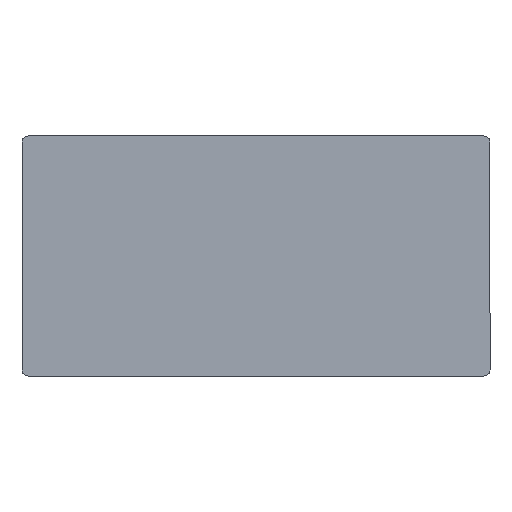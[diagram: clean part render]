
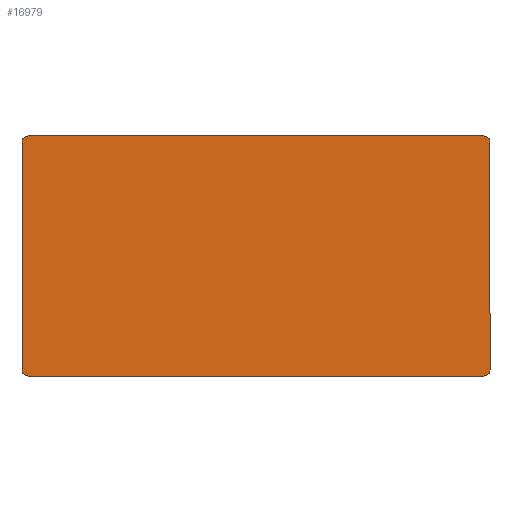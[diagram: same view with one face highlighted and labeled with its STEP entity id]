
A CAD part, top view. The second image highlights one B-rep face of the part: STEP entity #16979.
In plain terms, the highlighted planar face has unit normal (0, 0, 1).
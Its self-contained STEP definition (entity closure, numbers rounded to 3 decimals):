
#202 = EDGE_CURVE ( 'NONE', #14003, #17672, #6215, .T. ) ;
#439 = VECTOR ( 'NONE', #18168, 1000. ) ;
#855 = DIRECTION ( 'NONE',  ( 1., 0., 0. ) ) ;
#873 = CARTESIAN_POINT ( 'NONE',  ( -44.15, -21.5, -3.3 ) ) ;
#1043 = CARTESIAN_POINT ( 'NONE',  ( -44.15, -27.181, -3.3 ) ) ;
#1071 = VERTEX_POINT ( 'NONE', #13993 ) ;
#1730 = EDGE_CURVE ( 'NONE', #12034, #9185, #9787, .T. ) ;
#1923 = VERTEX_POINT ( 'NONE', #8423 ) ;
#1932 = CARTESIAN_POINT ( 'NONE',  ( 44.15, 21.5, -3.3 ) ) ;
#1972 = ORIENTED_EDGE ( 'NONE', *, *, #7433, .T. ) ;
#2665 = ORIENTED_EDGE ( 'NONE', *, *, #6580, .T. ) ;
#3329 = CARTESIAN_POINT ( 'NONE',  ( -52.981, 22.65, -3.3 ) ) ;
#3875 = EDGE_CURVE ( 'NONE', #9185, #1071, #6164, .T. ) ;
#3983 = ORIENTED_EDGE ( 'NONE', *, *, #3875, .T. ) ;
#4103 = DIRECTION ( 'NONE',  ( 0., 0., 1. ) ) ;
#4123 = CARTESIAN_POINT ( 'NONE',  ( 44.15, -27.181, -3.3 ) ) ;
#4155 = DIRECTION ( 'NONE',  ( -1., 0., 0. ) ) ;
#4697 = ORIENTED_EDGE ( 'NONE', *, *, #202, .T. ) ;
#5127 = DIRECTION ( 'NONE',  ( 0., 0., 1. ) ) ;
#5174 = CARTESIAN_POINT ( 'NONE',  ( -52.981, -22.65, -3.3 ) ) ;
#5216 = CARTESIAN_POINT ( 'NONE',  ( -43., -22.65, -3.3 ) ) ;
#5242 = CARTESIAN_POINT ( 'NONE',  ( 43., 22.65, -3.3 ) ) ;
#5955 = AXIS2_PLACEMENT_3D ( 'NONE', #7994, #12395, #7927 ) ;
#6164 = LINE ( 'NONE', #5174, #9075 ) ;
#6215 = LINE ( 'NONE', #4123, #13524 ) ;
#6580 = EDGE_CURVE ( 'NONE', #10047, #1923, #8570, .T. ) ;
#6626 = CARTESIAN_POINT ( 'NONE',  ( -52.981, -27.181, -3.3 ) ) ;
#6911 = DIRECTION ( 'NONE',  ( -1., 0., 0. ) ) ;
#7433 = EDGE_CURVE ( 'NONE', #17672, #10047, #14946, .T. ) ;
#7537 = AXIS2_PLACEMENT_3D ( 'NONE', #16163, #9294, #10712 ) ;
#7927 = DIRECTION ( 'NONE',  ( -1., 0., 0. ) ) ;
#7994 = CARTESIAN_POINT ( 'NONE',  ( -43., -21.5, -3.3 ) ) ;
#8117 = ORIENTED_EDGE ( 'NONE', *, *, #10514, .T. ) ;
#8423 = CARTESIAN_POINT ( 'NONE',  ( -43., 22.65, -3.3 ) ) ;
#8570 = LINE ( 'NONE', #3329, #16106 ) ;
#8766 = LINE ( 'NONE', #1043, #439 ) ;
#9075 = VECTOR ( 'NONE', #17655, 1000. ) ;
#9185 = VERTEX_POINT ( 'NONE', #5216 ) ;
#9294 = DIRECTION ( 'NONE',  ( 0., 0., 1. ) ) ;
#9787 = CIRCLE ( 'NONE', #5955, 1.15 ) ;
#10047 = VERTEX_POINT ( 'NONE', #5242 ) ;
#10113 = EDGE_CURVE ( 'NONE', #1071, #14003, #14288, .T. ) ;
#10514 = EDGE_CURVE ( 'NONE', #17039, #12034, #8766, .T. ) ;
#10712 = DIRECTION ( 'NONE',  ( -1., 0., 0. ) ) ;
#11303 = ORIENTED_EDGE ( 'NONE', *, *, #10113, .T. ) ;
#11910 = AXIS2_PLACEMENT_3D ( 'NONE', #6626, #5127, #855 ) ;
#12034 = VERTEX_POINT ( 'NONE', #873 ) ;
#12186 = ORIENTED_EDGE ( 'NONE', *, *, #1730, .T. ) ;
#12293 = EDGE_LOOP ( 'NONE', ( #12186, #3983, #11303, #4697, #1972, #2665, #13102, #8117 ) ) ;
#12395 = DIRECTION ( 'NONE',  ( 0., 0., 1. ) ) ;
#12620 = CARTESIAN_POINT ( 'NONE',  ( -43., 21.5, -3.3 ) ) ;
#12689 = AXIS2_PLACEMENT_3D ( 'NONE', #18337, #17040, #4155 ) ;
#12975 = EDGE_CURVE ( 'NONE', #1923, #17039, #15130, .T. ) ;
#13102 = ORIENTED_EDGE ( 'NONE', *, *, #12975, .T. ) ;
#13335 = DIRECTION ( 'NONE',  ( -1., 0., 0. ) ) ;
#13524 = VECTOR ( 'NONE', #15330, 1000. ) ;
#13887 = CARTESIAN_POINT ( 'NONE',  ( -44.15, 21.5, -3.3 ) ) ;
#13993 = CARTESIAN_POINT ( 'NONE',  ( 43., -22.65, -3.3 ) ) ;
#14003 = VERTEX_POINT ( 'NONE', #15486 ) ;
#14288 = CIRCLE ( 'NONE', #12689, 1.15 ) ;
#14946 = CIRCLE ( 'NONE', #7537, 1.15 ) ;
#15130 = CIRCLE ( 'NONE', #15701, 1.15 ) ;
#15330 = DIRECTION ( 'NONE',  ( 0., 1., 0. ) ) ;
#15486 = CARTESIAN_POINT ( 'NONE',  ( 44.15, -21.5, -3.3 ) ) ;
#15701 = AXIS2_PLACEMENT_3D ( 'NONE', #12620, #4103, #6911 ) ;
#16106 = VECTOR ( 'NONE', #13335, 1000. ) ;
#16163 = CARTESIAN_POINT ( 'NONE',  ( 43., 21.5, -3.3 ) ) ;
#16979 = ADVANCED_FACE ( 'NONE', ( #17282 ), #17921, .T. ) ;
#17039 = VERTEX_POINT ( 'NONE', #13887 ) ;
#17040 = DIRECTION ( 'NONE',  ( 0., 0., 1. ) ) ;
#17282 = FACE_OUTER_BOUND ( 'NONE', #12293, .T. ) ;
#17655 = DIRECTION ( 'NONE',  ( 1., 0., 0. ) ) ;
#17672 = VERTEX_POINT ( 'NONE', #1932 ) ;
#17921 = PLANE ( 'NONE',  #11910 ) ;
#18168 = DIRECTION ( 'NONE',  ( 0., -1., 0. ) ) ;
#18337 = CARTESIAN_POINT ( 'NONE',  ( 43., -21.5, -3.3 ) ) ;
